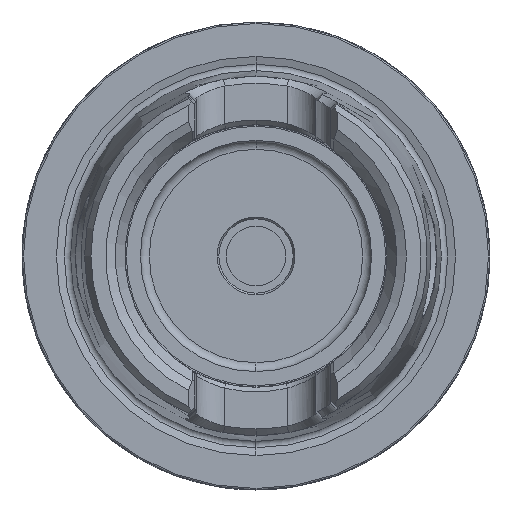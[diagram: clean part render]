
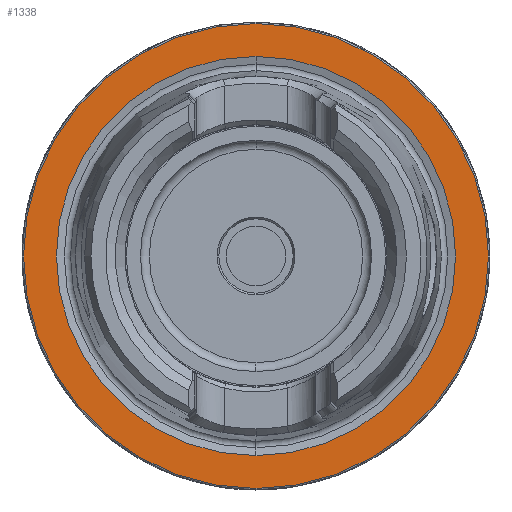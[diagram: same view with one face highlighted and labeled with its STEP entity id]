
A CAD part, left-side view. The second image highlights one B-rep face of the part: STEP entity #1338.
In plain terms, the highlighted planar face has unit normal (-1, 0, 0).
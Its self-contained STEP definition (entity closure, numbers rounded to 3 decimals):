
#109 = EDGE_LOOP ( 'NONE', ( #5013, #9907 ) ) ;
#410 = CIRCLE ( 'NONE', #6881, 31.275 ) ;
#794 = DIRECTION ( 'NONE',  ( 0., 0., 1. ) ) ;
#987 = CARTESIAN_POINT ( 'NONE',  ( 0., 0., -31.275 ) ) ;
#1097 = CARTESIAN_POINT ( 'NONE',  ( 0., 0., 26.85 ) ) ;
#1338 = ADVANCED_FACE ( 'NONE', ( #10963, #7904 ), #11324, .F. ) ;
#1784 = AXIS2_PLACEMENT_3D ( 'NONE', #8997, #2888, #10038 ) ;
#2023 = CARTESIAN_POINT ( 'NONE',  ( 0., 0., 0. ) ) ;
#2888 = DIRECTION ( 'NONE',  ( -1., 0., 0. ) ) ;
#3062 = DIRECTION ( 'NONE',  ( 0., 0., 1. ) ) ;
#3110 = DIRECTION ( 'NONE',  ( -1., 0., 0. ) ) ;
#3627 = EDGE_CURVE ( 'NONE', #6530, #4212, #4988, .T. ) ;
#3788 = AXIS2_PLACEMENT_3D ( 'NONE', #12566, #4388, #11542 ) ;
#4094 = CIRCLE ( 'NONE', #13002, 26.85 ) ;
#4212 = VERTEX_POINT ( 'NONE', #1097 ) ;
#4388 = DIRECTION ( 'NONE',  ( 1., 0., 0. ) ) ;
#4988 = CIRCLE ( 'NONE', #1784, 26.85 ) ;
#5013 = ORIENTED_EDGE ( 'NONE', *, *, #6307, .F. ) ;
#6307 = EDGE_CURVE ( 'NONE', #4212, #6530, #4094, .T. ) ;
#6530 = VERTEX_POINT ( 'NONE', #7642 ) ;
#6535 = CARTESIAN_POINT ( 'NONE',  ( 0., 0., 31.275 ) ) ;
#6881 = AXIS2_PLACEMENT_3D ( 'NONE', #9219, #3110, #10258 ) ;
#6921 = DIRECTION ( 'NONE',  ( -1., 0., 0. ) ) ;
#7047 = EDGE_LOOP ( 'NONE', ( #9047, #7320 ) ) ;
#7320 = ORIENTED_EDGE ( 'NONE', *, *, #13098, .T. ) ;
#7642 = CARTESIAN_POINT ( 'NONE',  ( 0., 0., -26.85 ) ) ;
#7904 = FACE_OUTER_BOUND ( 'NONE', #7047, .T. ) ;
#8997 = CARTESIAN_POINT ( 'NONE',  ( 0., 0., 0. ) ) ;
#9047 = ORIENTED_EDGE ( 'NONE', *, *, #11105, .T. ) ;
#9172 = DIRECTION ( 'NONE',  ( -1., 0., 0. ) ) ;
#9219 = CARTESIAN_POINT ( 'NONE',  ( 0., 0., 0. ) ) ;
#9907 = ORIENTED_EDGE ( 'NONE', *, *, #3627, .F. ) ;
#10038 = DIRECTION ( 'NONE',  ( 0., 0., 1. ) ) ;
#10258 = DIRECTION ( 'NONE',  ( 0., 0., 1. ) ) ;
#10963 = FACE_BOUND ( 'NONE', #109, .T. ) ;
#11105 = EDGE_CURVE ( 'NONE', #12014, #12249, #11521, .T. ) ;
#11324 = PLANE ( 'NONE',  #3788 ) ;
#11521 = CIRCLE ( 'NONE', #11859, 31.275 ) ;
#11542 = DIRECTION ( 'NONE',  ( 0., 0., -1. ) ) ;
#11859 = AXIS2_PLACEMENT_3D ( 'NONE', #13049, #6921, #794 ) ;
#12014 = VERTEX_POINT ( 'NONE', #6535 ) ;
#12249 = VERTEX_POINT ( 'NONE', #987 ) ;
#12566 = CARTESIAN_POINT ( 'NONE',  ( 0., 31.275, 0. ) ) ;
#13002 = AXIS2_PLACEMENT_3D ( 'NONE', #2023, #9172, #3062 ) ;
#13049 = CARTESIAN_POINT ( 'NONE',  ( 0., 0., 0. ) ) ;
#13098 = EDGE_CURVE ( 'NONE', #12249, #12014, #410, .T. ) ;
